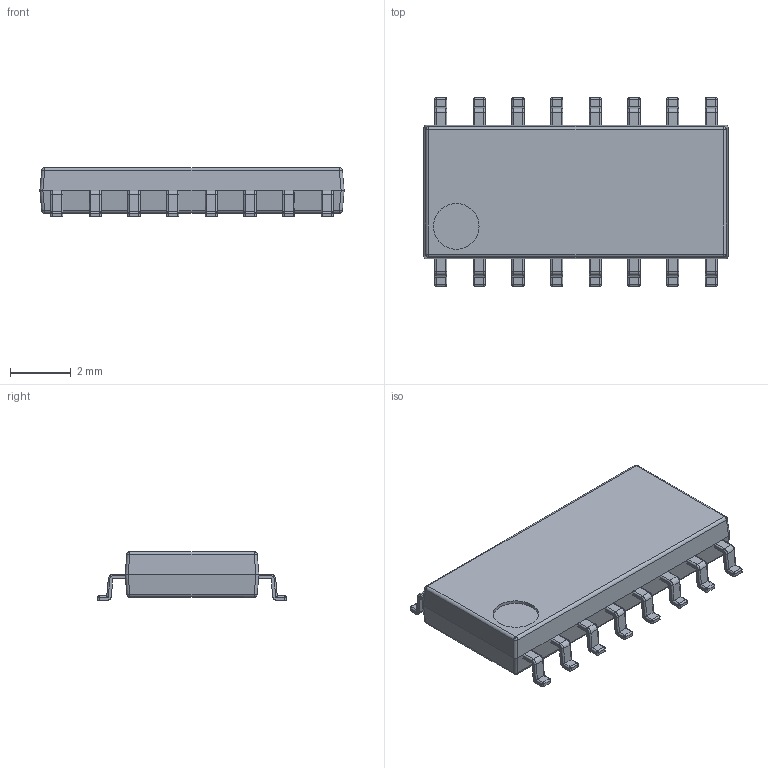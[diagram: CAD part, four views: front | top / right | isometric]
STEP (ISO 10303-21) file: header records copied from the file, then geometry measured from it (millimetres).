
FILE_DESCRIPTION (( 'STEP AP203' ), '1' );
FILE_NAME ('SOP16.STEP', '2020-10-28T11:51:25', ( '' ), ( '' ), 'SwSTEP 2.0', 'SolidWorks 2018', '' );
FILE_SCHEMA (( 'CONFIG_CONTROL_DESIGN' ));
Length unit declared in the file: millimetre
Products named in the file (11): bu4094bcf-e2_05; bu4094bcf-e2_07; SOP16; bu4094bcf-e2_06; bu4094bcf-e2_08; bu4094bcf-e2_10; bu4094bcf-e2_03; bu4094bcf-e2_09; bu4094bcf-e2_04; bu4094bcf-e2_02; bu4094bcf-e2_01
Assembly tree (10 placements, depth 2):
  SOP16
    bu4094bcf-e2_01
    bu4094bcf-e2_02
    bu4094bcf-e2_03
    bu4094bcf-e2_04
    bu4094bcf-e2_05
    bu4094bcf-e2_06
    bu4094bcf-e2_07
    bu4094bcf-e2_08
    bu4094bcf-e2_09
    bu4094bcf-e2_10
Bounding box: 10 x 6.2 x 1.61 mm (x, y, z)
Volume: 67.8 mm3; surface area: 276.7 mm2
Topology: 10 solids, 10 shells, 375 faces, 950 edges, 556 vertices
Faces by surface type: cylinder 178, plane 125, sphere 40, torus 32
Entity records: 11429 total; most frequent: CARTESIAN_POINT 1942, DIRECTION 1834, ORIENTED_EDGE 1692, EDGE_CURVE 846, AXIS2_PLACEMENT_3D 672, VERTEX_POINT 492, LINE 490, VECTOR 490
